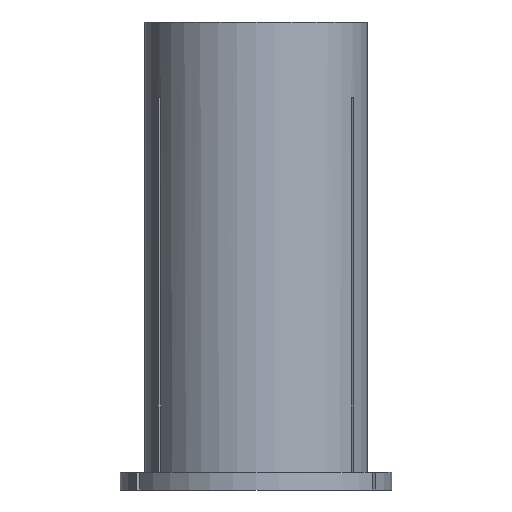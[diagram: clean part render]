
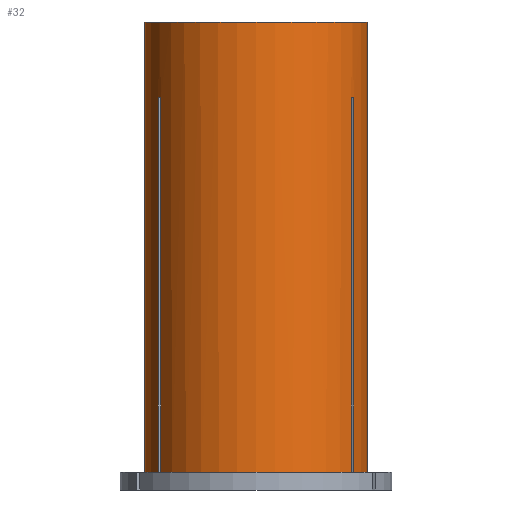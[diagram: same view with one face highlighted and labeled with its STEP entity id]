
A CAD part, front view. The second image highlights one B-rep face of the part: STEP entity #32.
In plain terms, the highlighted cylindrical face has radius 12.5 mm (diameter 25 mm), a partial arc.
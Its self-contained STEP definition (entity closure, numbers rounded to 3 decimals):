
#4 = CARTESIAN_POINT ( 'NONE',  ( 0., 0., 0. ) ) ;
#19 = AXIS2_PLACEMENT_3D ( 'NONE', #4, #856, #119 ) ;
#32 = ADVANCED_FACE ( 'NONE', ( #1095 ), #441, .T. ) ;
#68 = CARTESIAN_POINT ( 'NONE',  ( -10.672, -6.508, -8.437 ) ) ;
#87 = CARTESIAN_POINT ( 'NONE',  ( 10.672, -6.508, -8.437 ) ) ;
#108 = EDGE_CURVE ( 'NONE', #1284, #929, #768, .T. ) ;
#119 = DIRECTION ( 'NONE',  ( 1., 0., 0. ) ) ;
#122 = CARTESIAN_POINT ( 'NONE',  ( 10.672, -6.508, -8.437 ) ) ;
#158 = CIRCLE ( 'NONE', #19, 12.5 ) ;
#180 = VERTEX_POINT ( 'NONE', #299 ) ;
#187 = EDGE_CURVE ( 'NONE', #293, #1282, #1155, .T. ) ;
#204 = VERTEX_POINT ( 'NONE', #1235 ) ;
#211 = CARTESIAN_POINT ( 'NONE',  ( 0., 0., -50.5 ) ) ;
#245 = CARTESIAN_POINT ( 'NONE',  ( 10.924, -6.076, -8.436 ) ) ;
#277 = AXIS2_PLACEMENT_3D ( 'NONE', #908, #918, #1151 ) ;
#293 = VERTEX_POINT ( 'NONE', #722 ) ;
#299 = CARTESIAN_POINT ( 'NONE',  ( -12.5, 0., 0. ) ) ;
#309 = AXIS2_PLACEMENT_3D ( 'NONE', #211, #1048, #340 ) ;
#334 = VECTOR ( 'NONE', #380, 1000. ) ;
#340 = DIRECTION ( 'NONE',  ( 1., 0., 0. ) ) ;
#370 = EDGE_CURVE ( 'NONE', #929, #204, #1331, .T. ) ;
#380 = DIRECTION ( 'NONE',  ( 0., 0., 1. ) ) ;
#385 = EDGE_CURVE ( 'NONE', #1284, #1189, #1521, .T. ) ;
#394 = VERTEX_POINT ( 'NONE', #1508 ) ;
#404 = CARTESIAN_POINT ( 'NONE',  ( -10.972, -5.988, 0. ) ) ;
#414 = VERTEX_POINT ( 'NONE', #551 ) ;
#426 = CARTESIAN_POINT ( 'NONE',  ( 0., 0., 0. ) ) ;
#435 = EDGE_CURVE ( 'NONE', #1282, #394, #1194, .T. ) ;
#441 = CYLINDRICAL_SURFACE ( 'NONE', #801, 12.5 ) ;
#474 = VERTEX_POINT ( 'NONE', #1487 ) ;
#478 = EDGE_CURVE ( 'NONE', #394, #1359, #480, .T. ) ;
#480 = B_SPLINE_CURVE_WITH_KNOTS ( 'NONE', 3,
 ( #571, #687, #1493, #808, #68 ),
 .UNSPECIFIED., .F., .F.,
 ( 4, 1, 4 ),
 ( 0.075, 0.076, 0.076 ),
 .UNSPECIFIED. ) ;
#481 = VECTOR ( 'NONE', #869, 1000. ) ;
#538 = ORIENTED_EDGE ( 'NONE', *, *, #108, .T. ) ;
#551 = CARTESIAN_POINT ( 'NONE',  ( 10.672, -6.508, -50.5 ) ) ;
#552 = EDGE_CURVE ( 'NONE', #474, #414, #580, .T. ) ;
#571 = CARTESIAN_POINT ( 'NONE',  ( -10.972, -5.988, -8.437 ) ) ;
#580 = CIRCLE ( 'NONE', #309, 12.5 ) ;
#628 = DIRECTION ( 'NONE',  ( 0., 0., 1. ) ) ;
#629 = CARTESIAN_POINT ( 'NONE',  ( -10.972, -5.988, -50.5 ) ) ;
#656 = DIRECTION ( 'NONE',  ( 0., 0., 1. ) ) ;
#665 = DIRECTION ( 'NONE',  ( 1., 0., 0. ) ) ;
#687 = CARTESIAN_POINT ( 'NONE',  ( -10.924, -6.076, -8.436 ) ) ;
#691 = DIRECTION ( 'NONE',  ( 0., 0., 1. ) ) ;
#697 = ORIENTED_EDGE ( 'NONE', *, *, #187, .T. ) ;
#707 = DIRECTION ( 'NONE',  ( 0., 0., 1. ) ) ;
#722 = CARTESIAN_POINT ( 'NONE',  ( -12.5, 0., -50.5 ) ) ;
#723 = CARTESIAN_POINT ( 'NONE',  ( 10.972, -5.988, 0. ) ) ;
#768 = CIRCLE ( 'NONE', #1182, 12.5 ) ;
#784 = CARTESIAN_POINT ( 'NONE',  ( 0., 0., -50.5 ) ) ;
#801 = AXIS2_PLACEMENT_3D ( 'NONE', #426, #656, #1465 ) ;
#808 = CARTESIAN_POINT ( 'NONE',  ( -10.724, -6.423, -8.436 ) ) ;
#814 = VERTEX_POINT ( 'NONE', #87 ) ;
#826 = CARTESIAN_POINT ( 'NONE',  ( -10.672, -6.508, 0. ) ) ;
#844 = EDGE_CURVE ( 'NONE', #474, #1359, #1058, .T. ) ;
#848 = ORIENTED_EDGE ( 'NONE', *, *, #478, .T. ) ;
#856 = DIRECTION ( 'NONE',  ( 0., 0., 1. ) ) ;
#861 = ORIENTED_EDGE ( 'NONE', *, *, #1082, .F. ) ;
#867 = ORIENTED_EDGE ( 'NONE', *, *, #552, .T. ) ;
#869 = DIRECTION ( 'NONE',  ( 0., 0., 1. ) ) ;
#890 = VECTOR ( 'NONE', #707, 1000. ) ;
#908 = CARTESIAN_POINT ( 'NONE',  ( 0., 0., -50.5 ) ) ;
#918 = DIRECTION ( 'NONE',  ( 0., 0., 1. ) ) ;
#929 = VERTEX_POINT ( 'NONE', #952 ) ;
#945 = VECTOR ( 'NONE', #691, 1000. ) ;
#948 = ORIENTED_EDGE ( 'NONE', *, *, #385, .F. ) ;
#952 = CARTESIAN_POINT ( 'NONE',  ( 12.5, 0., -50.5 ) ) ;
#971 = EDGE_LOOP ( 'NONE', ( #1246, #697, #1299, #848, #984, #867, #1250, #1260, #948, #538, #1021, #861 ) ) ;
#973 = CARTESIAN_POINT ( 'NONE',  ( 10.826, -6.25, -8.435 ) ) ;
#976 = CARTESIAN_POINT ( 'NONE',  ( 10.672, -6.508, 0. ) ) ;
#984 = ORIENTED_EDGE ( 'NONE', *, *, #844, .F. ) ;
#1003 = LINE ( 'NONE', #976, #334 ) ;
#1021 = ORIENTED_EDGE ( 'NONE', *, *, #370, .T. ) ;
#1047 = B_SPLINE_CURVE_WITH_KNOTS ( 'NONE', 3,
 ( #122, #1435, #973, #245, #1085 ),
 .UNSPECIFIED., .F., .F.,
 ( 4, 1, 4 ),
 ( 0.082, 0.082, 0.082 ),
 .UNSPECIFIED. ) ;
#1048 = DIRECTION ( 'NONE',  ( 0., 0., 1. ) ) ;
#1058 = LINE ( 'NONE', #826, #1099 ) ;
#1082 = EDGE_CURVE ( 'NONE', #180, #204, #158, .T. ) ;
#1085 = CARTESIAN_POINT ( 'NONE',  ( 10.972, -5.988, -8.437 ) ) ;
#1095 = FACE_OUTER_BOUND ( 'NONE', #971, .T. ) ;
#1096 = CARTESIAN_POINT ( 'NONE',  ( 10.972, -5.988, -8.437 ) ) ;
#1097 = LINE ( 'NONE', #1439, #481 ) ;
#1099 = VECTOR ( 'NONE', #1401, 1000. ) ;
#1151 = DIRECTION ( 'NONE',  ( 1., 0., 0. ) ) ;
#1155 = CIRCLE ( 'NONE', #277, 12.5 ) ;
#1162 = EDGE_CURVE ( 'NONE', #414, #814, #1003, .T. ) ;
#1182 = AXIS2_PLACEMENT_3D ( 'NONE', #784, #1360, #665 ) ;
#1189 = VERTEX_POINT ( 'NONE', #1096 ) ;
#1194 = LINE ( 'NONE', #404, #890 ) ;
#1215 = VECTOR ( 'NONE', #628, 1000. ) ;
#1235 = CARTESIAN_POINT ( 'NONE',  ( 12.5, 0., 0. ) ) ;
#1246 = ORIENTED_EDGE ( 'NONE', *, *, #1335, .F. ) ;
#1250 = ORIENTED_EDGE ( 'NONE', *, *, #1162, .T. ) ;
#1260 = ORIENTED_EDGE ( 'NONE', *, *, #1432, .T. ) ;
#1282 = VERTEX_POINT ( 'NONE', #629 ) ;
#1284 = VERTEX_POINT ( 'NONE', #1437 ) ;
#1296 = CARTESIAN_POINT ( 'NONE',  ( 12.5, 0., 0. ) ) ;
#1299 = ORIENTED_EDGE ( 'NONE', *, *, #435, .T. ) ;
#1331 = LINE ( 'NONE', #1296, #945 ) ;
#1335 = EDGE_CURVE ( 'NONE', #293, #180, #1097, .T. ) ;
#1359 = VERTEX_POINT ( 'NONE', #1447 ) ;
#1360 = DIRECTION ( 'NONE',  ( 0., 0., 1. ) ) ;
#1401 = DIRECTION ( 'NONE',  ( 0., 0., 1. ) ) ;
#1432 = EDGE_CURVE ( 'NONE', #814, #1189, #1047, .T. ) ;
#1435 = CARTESIAN_POINT ( 'NONE',  ( 10.724, -6.422, -8.436 ) ) ;
#1437 = CARTESIAN_POINT ( 'NONE',  ( 10.972, -5.988, -50.5 ) ) ;
#1439 = CARTESIAN_POINT ( 'NONE',  ( -12.5, 0., 0. ) ) ;
#1447 = CARTESIAN_POINT ( 'NONE',  ( -10.672, -6.508, -8.437 ) ) ;
#1465 = DIRECTION ( 'NONE',  ( 1., 0., 0. ) ) ;
#1487 = CARTESIAN_POINT ( 'NONE',  ( -10.672, -6.508, -50.5 ) ) ;
#1493 = CARTESIAN_POINT ( 'NONE',  ( -10.826, -6.251, -8.435 ) ) ;
#1508 = CARTESIAN_POINT ( 'NONE',  ( -10.972, -5.988, -8.437 ) ) ;
#1521 = LINE ( 'NONE', #723, #1215 ) ;
